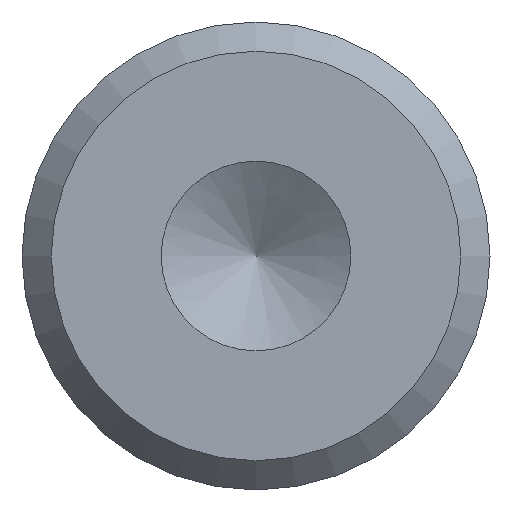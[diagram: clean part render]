
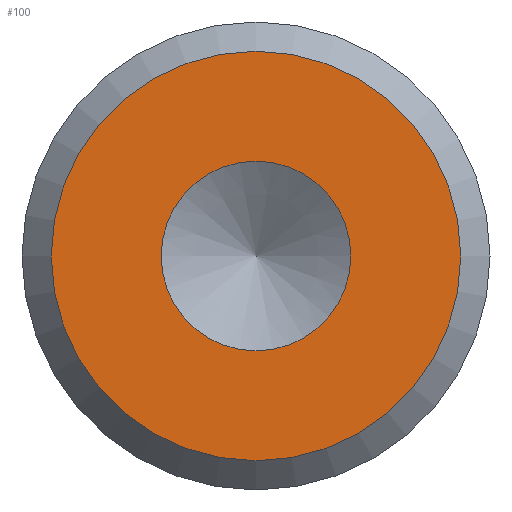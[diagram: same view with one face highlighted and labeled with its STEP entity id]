
A CAD part, left-side view. The second image highlights one B-rep face of the part: STEP entity #100.
In plain terms, the highlighted planar face has unit normal (-1, 0, 0).
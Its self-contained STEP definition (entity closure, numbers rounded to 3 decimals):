
#16=PLANE('',#116);
#24=FACE_BOUND('',#45,.T.);
#31=FACE_OUTER_BOUND('',#44,.T.);
#44=EDGE_LOOP('',(#84));
#45=EDGE_LOOP('',(#85));
#56=CIRCLE('',#115,3.5);
#57=CIRCLE('',#117,1.621);
#64=VERTEX_POINT('',#173);
#65=VERTEX_POINT('',#176);
#72=EDGE_CURVE('',#64,#64,#56,.T.);
#73=EDGE_CURVE('',#65,#65,#57,.T.);
#84=ORIENTED_EDGE('',*,*,#72,.F.);
#85=ORIENTED_EDGE('',*,*,#73,.T.);
#100=ADVANCED_FACE('',(#31,#24),#16,.T.);
#115=AXIS2_PLACEMENT_3D('',#174,#142,#143);
#116=AXIS2_PLACEMENT_3D('',#175,#144,#145);
#117=AXIS2_PLACEMENT_3D('',#177,#146,#147);
#142=DIRECTION('center_axis',(1.,0.,0.));
#143=DIRECTION('ref_axis',(0.,-1.,0.));
#144=DIRECTION('center_axis',(-1.,0.,0.));
#145=DIRECTION('ref_axis',(0.,0.,1.));
#146=DIRECTION('center_axis',(1.,0.,0.));
#147=DIRECTION('ref_axis',(0.,-1.,0.));
#173=CARTESIAN_POINT('',(-190.96,3.5,0.));
#174=CARTESIAN_POINT('Origin',(-190.96,0.,0.));
#175=CARTESIAN_POINT('Origin',(-190.96,2.,0.));
#176=CARTESIAN_POINT('',(-190.96,-1.621,0.));
#177=CARTESIAN_POINT('Origin',(-190.96,0.,0.));
